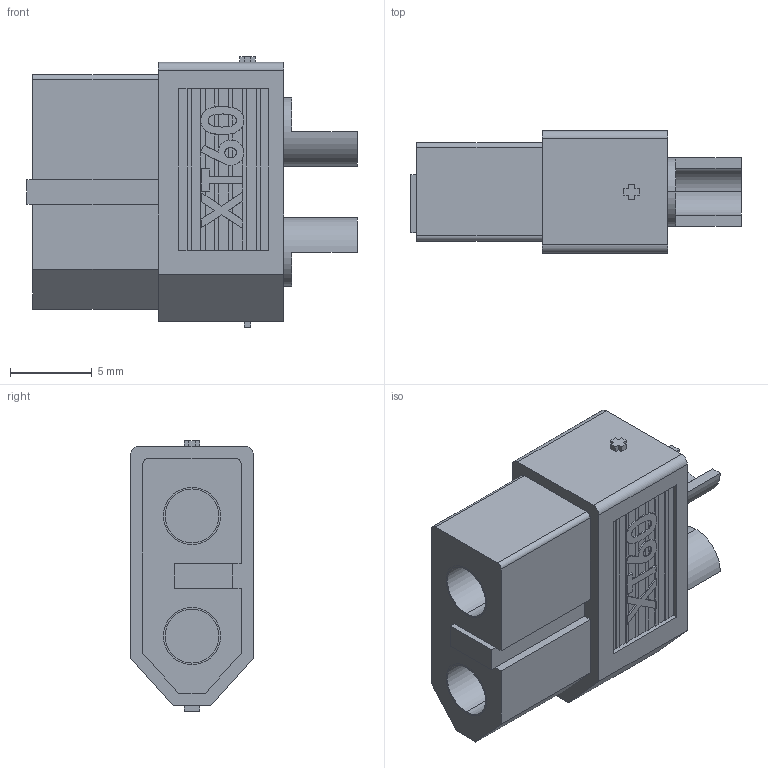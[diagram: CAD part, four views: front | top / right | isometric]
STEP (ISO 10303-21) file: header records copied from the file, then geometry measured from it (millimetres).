
FILE_DESCRIPTION (( 'STEP AP214' ), '1' );
FILE_NAME ('XT60MaleConnector.STEP', '2020-11-16T06:27:03', ( '' ), ( '' ), 'SwSTEP 2.0', 'SolidWorks 2016', '' );
FILE_SCHEMA (( 'AUTOMOTIVE_DESIGN' ));
Length unit declared in the file: millimetre
Products named in the file (1): XT60MaleConnector
Bounding box: 20.2 x 7.5 x 16.55 mm (x, y, z)
Volume: 1200.8 mm3; surface area: 2088.6 mm2
Topology: 3 solids, 4 shells, 393 faces, 1088 edges, 718 vertices
Faces by surface type: plane 321, bspline 36, cylinder 32, torus 4
Entity records: 14502 total; most frequent: CARTESIAN_POINT 4706, ORIENTED_EDGE 2176, DIRECTION 1742, EDGE_CURVE 1088, VECTOR 874, LINE 874, VERTEX_POINT 718, AXIS2_PLACEMENT_3D 434
